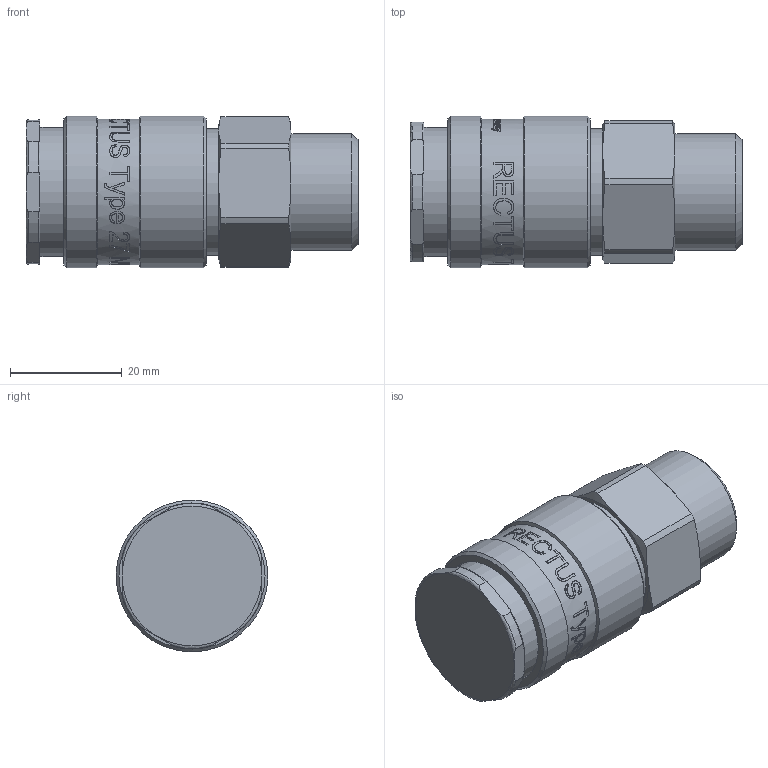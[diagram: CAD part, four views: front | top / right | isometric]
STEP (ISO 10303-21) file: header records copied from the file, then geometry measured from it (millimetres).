
FILE_DESCRIPTION((''),'2;1');
FILE_NAME('27kbaw21mpn.stp','2013-11-19T14:13:37',('IA176480'),(''),'Autodesk Inventor 2013','Autodesk Inventor 2013','');
FILE_SCHEMA(('AUTOMOTIVE_DESIGN { 1 0 10303 214 1 1 1 1 }'));
Length unit declared in the file: millimetre
Products named in the file (1): D108511
Bounding box: 59.45 x 27.15 x 27.15 mm (x, y, z)
Volume: 26856.7 mm3; surface area: 10610.8 mm2
Topology: 2 solids, 3 shells, 659 faces, 1756 edges, 1164 vertices
Faces by surface type: bspline 309, plane 227, cylinder 83, cone 28, torus 12
Full cylindrical faces by diameter (mm): 18.702 x1, 18.8 x1, 19 x1, 20 x1, 20.3 x1, 20.95 x1, 20.955 x1, 22.75 x1, 23.1 x1, 23.35 x1, 23.55 x1, 26 x1, 27.15 x2
Entity records: 88647 total; most frequent: CARTESIAN_POINT 74202, ORIENTED_EDGE 3430, DIRECTION 1741, EDGE_CURVE 1715, VERTEX_POINT 1154, B_SPLINE_CURVE_WITH_KNOTS 856, EDGE_LOOP 755, FACE_OUTER_BOUND 659
